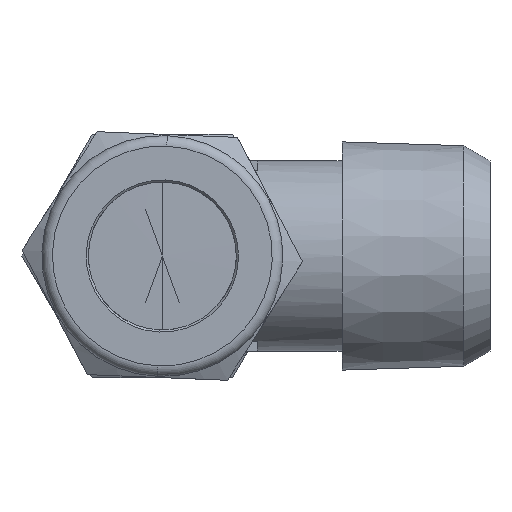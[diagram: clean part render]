
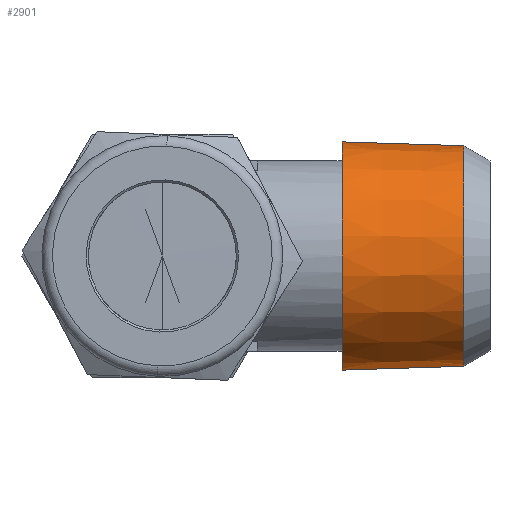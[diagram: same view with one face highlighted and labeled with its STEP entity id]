
A CAD part, left-side view. The second image highlights one B-rep face of the part: STEP entity #2901.
In plain terms, the highlighted conical face has half-angle 1.79 degrees and reference radius 10.435 mm.
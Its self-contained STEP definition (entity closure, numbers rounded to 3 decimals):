
#3 = VERTEX_POINT ( 'NONE', #3180 ) ;
#4 = VERTEX_POINT ( 'NONE', #3186 ) ;
#83 = EDGE_CURVE ( 'NONE', #1701, #3, #1994, .T. ) ;
#85 = EDGE_CURVE ( 'NONE', #1702, #4, #1999, .T. ) ;
#287 = EDGE_LOOP ( 'NONE', ( #388, #389, #390, #391 ) ) ;
#388 = ORIENTED_EDGE ( 'NONE', *, *, #83, .F. ) ;
#389 = ORIENTED_EDGE ( 'NONE', *, *, #3026, .F. ) ;
#390 = ORIENTED_EDGE ( 'NONE', *, *, #85, .T. ) ;
#391 = ORIENTED_EDGE ( 'NONE', *, *, #2977, .F. ) ;
#466 = CARTESIAN_POINT ( 'NONE',  ( 0., 2.985, 0. ) ) ;
#467 = DIRECTION ( 'NONE',  ( 0., -1., 0. ) ) ;
#468 = DIRECTION ( 'NONE',  ( 0., 0., -1. ) ) ;
#1026 = CARTESIAN_POINT ( 'NONE',  ( 0., 14.5, 0. ) ) ;
#1027 = DIRECTION ( 'NONE',  ( 0., 1., 0. ) ) ;
#1028 = DIRECTION ( 'NONE',  ( 0., 0., 1. ) ) ;
#1148 = DIRECTION ( 'NONE',  ( 0., 0., 1. ) ) ;
#1149 = CARTESIAN_POINT ( 'NONE',  ( 0., 2.985, 0. ) ) ;
#1150 = DIRECTION ( 'NONE',  ( 0., 1., 0. ) ) ;
#1474 = CARTESIAN_POINT ( 'NONE',  ( 0., 2.985, -10.435 ) ) ;
#1475 = CARTESIAN_POINT ( 'NONE',  ( 0., 2.985, 10.435 ) ) ;
#1701 = VERTEX_POINT ( 'NONE', #1474 ) ;
#1702 = VERTEX_POINT ( 'NONE', #1475 ) ;
#1711 = DIRECTION ( 'NONE',  ( 0., 1., -0.031 ) ) ;
#1713 = CARTESIAN_POINT ( 'NONE',  ( 0., 2.985, -10.435 ) ) ;
#1717 = DIRECTION ( 'NONE',  ( 0., 1., 0.031 ) ) ;
#1718 = CARTESIAN_POINT ( 'NONE',  ( 0., 2.985, 10.435 ) ) ;
#1994 = LINE ( 'NONE', #1713, #2000 ) ;
#1999 = LINE ( 'NONE', #1718, #2003 ) ;
#2000 = VECTOR ( 'NONE', #1711, 1000. ) ;
#2003 = VECTOR ( 'NONE', #1717, 1000. ) ;
#2195 = FACE_OUTER_BOUND ( 'NONE', #287, .T. ) ;
#2204 = CONICAL_SURFACE ( 'NONE', #2506, 10.435, 0.031 ) ;
#2314 = CIRCLE ( 'NONE', #2572, 10.795 ) ;
#2403 = CIRCLE ( 'NONE', #2578, 10.435 ) ;
#2506 = AXIS2_PLACEMENT_3D ( 'NONE', #1149, #1150, #1148 ) ;
#2572 = AXIS2_PLACEMENT_3D ( 'NONE', #1026, #1027, #1028 ) ;
#2578 = AXIS2_PLACEMENT_3D ( 'NONE', #466, #467, #468 ) ;
#2901 = ADVANCED_FACE ( 'NONE', ( #2195 ), #2204, .T. ) ;
#2977 = EDGE_CURVE ( 'NONE', #3, #4, #2314, .T. ) ;
#3026 = EDGE_CURVE ( 'NONE', #1702, #1701, #2403, .T. ) ;
#3180 = CARTESIAN_POINT ( 'NONE',  ( 0., 14.5, -10.795 ) ) ;
#3186 = CARTESIAN_POINT ( 'NONE',  ( 0., 14.5, 10.795 ) ) ;
